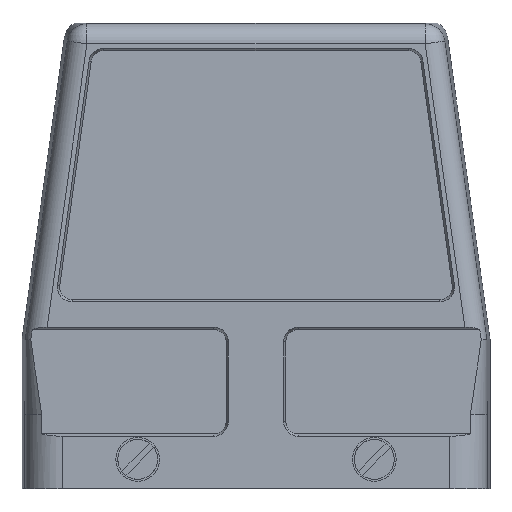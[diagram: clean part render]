
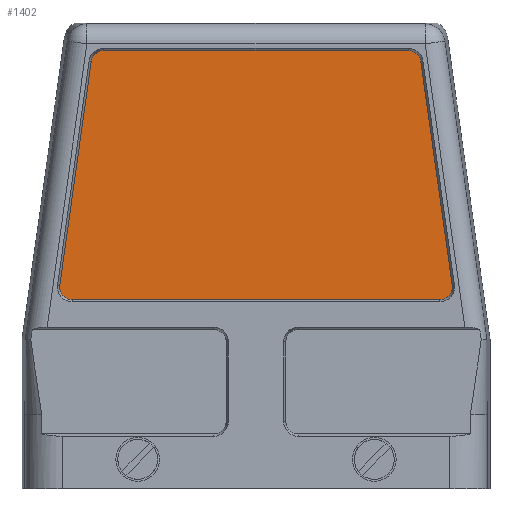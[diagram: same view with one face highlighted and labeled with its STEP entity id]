
A CAD part, front view. The second image highlights one B-rep face of the part: STEP entity #1402.
In plain terms, the highlighted planar face has unit normal (0, -1, 0).
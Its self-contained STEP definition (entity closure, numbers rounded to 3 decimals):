
#1003=FACE_OUTER_BOUND('',#2074,.T.);
#1402=ADVANCED_FACE('',(#1003),#1712,.T.);
#1712=PLANE('',#6889);
#2074=EDGE_LOOP('',(#2747,#2748,#2749,#2750,#2751,#2752,#2753,#2754));
#2449=CIRCLE('',#6885,2.5);
#2450=CIRCLE('',#6886,2.5);
#2451=CIRCLE('',#6887,2.5);
#2452=CIRCLE('',#6888,2.5);
#2747=ORIENTED_EDGE('',*,*,#4931,.F.);
#2748=ORIENTED_EDGE('',*,*,#4932,.F.);
#2749=ORIENTED_EDGE('',*,*,#4933,.F.);
#2750=ORIENTED_EDGE('',*,*,#4934,.T.);
#2751=ORIENTED_EDGE('',*,*,#4935,.T.);
#2752=ORIENTED_EDGE('',*,*,#4936,.T.);
#2753=ORIENTED_EDGE('',*,*,#4937,.T.);
#2754=ORIENTED_EDGE('',*,*,#4938,.T.);
#4359=VERTEX_POINT('',#9359);
#4360=VERTEX_POINT('',#9360);
#4361=VERTEX_POINT('',#9362);
#4362=VERTEX_POINT('',#9364);
#4363=VERTEX_POINT('',#9366);
#4364=VERTEX_POINT('',#9368);
#4365=VERTEX_POINT('',#9370);
#4366=VERTEX_POINT('',#9372);
#4931=EDGE_CURVE('',#4359,#4360,#2449,.T.);
#4932=EDGE_CURVE('',#4361,#4359,#5682,.T.);
#4933=EDGE_CURVE('',#4362,#4361,#2450,.T.);
#4934=EDGE_CURVE('',#4362,#4363,#5683,.T.);
#4935=EDGE_CURVE('',#4363,#4364,#2451,.T.);
#4936=EDGE_CURVE('',#4364,#4365,#5684,.T.);
#4937=EDGE_CURVE('',#4365,#4366,#2452,.T.);
#4938=EDGE_CURVE('',#4366,#4360,#5685,.T.);
#5682=LINE('',#9361,#6238);
#5683=LINE('',#9365,#6239);
#5684=LINE('',#9369,#6240);
#5685=LINE('',#9373,#6241);
#6238=VECTOR('',#7606,1.);
#6239=VECTOR('',#7609,1.);
#6240=VECTOR('',#7612,1.);
#6241=VECTOR('',#7615,1.);
#6885=AXIS2_PLACEMENT_3D('',#9358,#7604,#7605);
#6886=AXIS2_PLACEMENT_3D('',#9363,#7607,#7608);
#6887=AXIS2_PLACEMENT_3D('',#9367,#7610,#7611);
#6888=AXIS2_PLACEMENT_3D('',#9371,#7613,#7614);
#6889=AXIS2_PLACEMENT_3D('',#9374,#7616,#7617);
#7604=DIRECTION('',(0.,1.,0.));
#7605=DIRECTION('',(0.,0.,-1.));
#7606=DIRECTION('',(1.,0.,0.));
#7607=DIRECTION('',(0.,1.,0.));
#7608=DIRECTION('',(0.,0.,-1.));
#7609=DIRECTION('',(-0.139,0.,-0.99));
#7610=DIRECTION('',(0.,-1.,0.));
#7611=DIRECTION('',(0.,0.,-1.));
#7612=DIRECTION('',(1.,0.,0.));
#7613=DIRECTION('',(0.,-1.,0.));
#7614=DIRECTION('',(0.,0.,-1.));
#7615=DIRECTION('',(-0.139,0.,0.99));
#7616=DIRECTION('',(0.,-1.,0.));
#7617=DIRECTION('',(0.,0.,1.));
#9358=CARTESIAN_POINT('',(30.616,-40.,76.35));
#9359=CARTESIAN_POINT('',(30.616,-40.,78.85));
#9360=CARTESIAN_POINT('',(33.092,-40.,76.698));
#9361=CARTESIAN_POINT('',(-30.616,-40.,78.85));
#9362=CARTESIAN_POINT('',(-30.616,-40.,78.85));
#9363=CARTESIAN_POINT('',(-30.616,-40.,76.35));
#9364=CARTESIAN_POINT('',(-33.092,-40.,76.698));
#9365=CARTESIAN_POINT('',(-39.416,-40.,31.698));
#9366=CARTESIAN_POINT('',(-39.416,-40.,31.698));
#9367=CARTESIAN_POINT('',(-36.941,-40.,31.35));
#9368=CARTESIAN_POINT('',(-36.941,-40.,28.85));
#9369=CARTESIAN_POINT('',(36.941,-40.,28.85));
#9370=CARTESIAN_POINT('',(36.941,-40.,28.85));
#9371=CARTESIAN_POINT('',(36.941,-40.,31.35));
#9372=CARTESIAN_POINT('',(39.416,-40.,31.698));
#9373=CARTESIAN_POINT('',(33.092,-40.,76.698));
#9374=CARTESIAN_POINT('',(-30.616,-40.,76.35));
